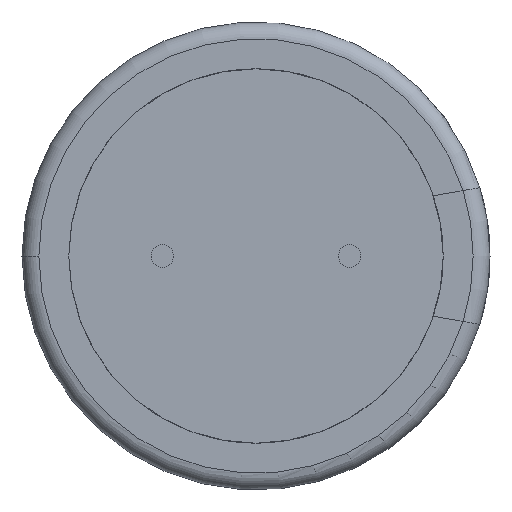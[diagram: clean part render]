
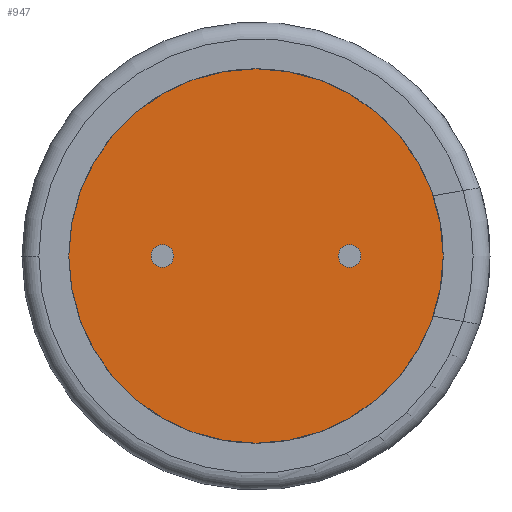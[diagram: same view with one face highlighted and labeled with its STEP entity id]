
A CAD part, front view. The second image highlights one B-rep face of the part: STEP entity #947.
In plain terms, the highlighted planar face has unit normal (0, -1, 0).
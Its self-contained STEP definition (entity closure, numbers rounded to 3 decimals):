
#67 = VERTEX_POINT ( 'NONE', #2074 ) ;
#87 = CARTESIAN_POINT ( 'NONE',  ( -5., 0., 0. ) ) ;
#189 = CARTESIAN_POINT ( 'NONE',  ( 2.5, 0., 0. ) ) ;
#210 = VERTEX_POINT ( 'NONE', #928 ) ;
#235 = ORIENTED_EDGE ( 'NONE', *, *, #1526, .F. ) ;
#244 = DIRECTION ( 'NONE',  ( 0., -1., 0. ) ) ;
#287 = VERTEX_POINT ( 'NONE', #87 ) ;
#304 = CARTESIAN_POINT ( 'NONE',  ( 2.5, 0., -0.3 ) ) ;
#350 = DIRECTION ( 'NONE',  ( -1., 0., 0. ) ) ;
#389 = EDGE_LOOP ( 'NONE', ( #235, #1203 ) ) ;
#409 = VERTEX_POINT ( 'NONE', #1045 ) ;
#475 = CIRCLE ( 'NONE', #1105, 0.3 ) ;
#477 = AXIS2_PLACEMENT_3D ( 'NONE', #827, #1615, #805 ) ;
#490 = DIRECTION ( 'NONE',  ( -1., 0., 0. ) ) ;
#493 = EDGE_LOOP ( 'NONE', ( #847, #560 ) ) ;
#560 = ORIENTED_EDGE ( 'NONE', *, *, #1114, .F. ) ;
#566 = DIRECTION ( 'NONE',  ( 0., 1., 0. ) ) ;
#594 = DIRECTION ( 'NONE',  ( -1., 0., 0. ) ) ;
#610 = ORIENTED_EDGE ( 'NONE', *, *, #1304, .F. ) ;
#626 = DIRECTION ( 'NONE',  ( -1., 0., 0. ) ) ;
#632 = VERTEX_POINT ( 'NONE', #842 ) ;
#653 = DIRECTION ( 'NONE',  ( 0., -1., 0. ) ) ;
#699 = AXIS2_PLACEMENT_3D ( 'NONE', #2088, #653, #823 ) ;
#737 = CARTESIAN_POINT ( 'NONE',  ( -2.5, 0., 0. ) ) ;
#805 = DIRECTION ( 'NONE',  ( -1., 0., 0. ) ) ;
#810 = FACE_OUTER_BOUND ( 'NONE', #1686, .T. ) ;
#823 = DIRECTION ( 'NONE',  ( -1., 0., 0. ) ) ;
#827 = CARTESIAN_POINT ( 'NONE',  ( 0., 0., 0. ) ) ;
#842 = CARTESIAN_POINT ( 'NONE',  ( -2.5, 0., -0.3 ) ) ;
#847 = ORIENTED_EDGE ( 'NONE', *, *, #1415, .F. ) ;
#873 = DIRECTION ( 'NONE',  ( -1., 0., 0. ) ) ;
#928 = CARTESIAN_POINT ( 'NONE',  ( 5., 0., 0. ) ) ;
#947 = ADVANCED_FACE ( 'NONE', ( #1902, #1073, #810 ), #1103, .F. ) ;
#955 = VERTEX_POINT ( 'NONE', #304 ) ;
#1045 = CARTESIAN_POINT ( 'NONE',  ( -2.5, 0., 0.3 ) ) ;
#1068 = DIRECTION ( 'NONE',  ( 0., 1., 0. ) ) ;
#1073 = FACE_BOUND ( 'NONE', #493, .T. ) ;
#1100 = CIRCLE ( 'NONE', #1489, 5. ) ;
#1103 = PLANE ( 'NONE',  #477 ) ;
#1105 = AXIS2_PLACEMENT_3D ( 'NONE', #189, #1974, #350 ) ;
#1114 = EDGE_CURVE ( 'NONE', #955, #67, #475, .T. ) ;
#1200 = AXIS2_PLACEMENT_3D ( 'NONE', #1563, #1068, #594 ) ;
#1203 = ORIENTED_EDGE ( 'NONE', *, *, #1921, .F. ) ;
#1262 = CIRCLE ( 'NONE', #1288, 0.3 ) ;
#1283 = CIRCLE ( 'NONE', #1395, 0.3 ) ;
#1284 = EDGE_CURVE ( 'NONE', #210, #287, #2007, .T. ) ;
#1288 = AXIS2_PLACEMENT_3D ( 'NONE', #1299, #1917, #490 ) ;
#1299 = CARTESIAN_POINT ( 'NONE',  ( -2.5, 0., 0. ) ) ;
#1304 = EDGE_CURVE ( 'NONE', #287, #210, #1100, .T. ) ;
#1380 = CIRCLE ( 'NONE', #699, 0.3 ) ;
#1395 = AXIS2_PLACEMENT_3D ( 'NONE', #737, #244, #873 ) ;
#1415 = EDGE_CURVE ( 'NONE', #67, #955, #1380, .T. ) ;
#1489 = AXIS2_PLACEMENT_3D ( 'NONE', #1536, #566, #626 ) ;
#1526 = EDGE_CURVE ( 'NONE', #409, #632, #1283, .T. ) ;
#1536 = CARTESIAN_POINT ( 'NONE',  ( 0., 0., 0. ) ) ;
#1563 = CARTESIAN_POINT ( 'NONE',  ( 0., 0., 0. ) ) ;
#1615 = DIRECTION ( 'NONE',  ( 0., 1., 0. ) ) ;
#1686 = EDGE_LOOP ( 'NONE', ( #610, #1712 ) ) ;
#1712 = ORIENTED_EDGE ( 'NONE', *, *, #1284, .F. ) ;
#1902 = FACE_BOUND ( 'NONE', #389, .T. ) ;
#1917 = DIRECTION ( 'NONE',  ( 0., -1., 0. ) ) ;
#1921 = EDGE_CURVE ( 'NONE', #632, #409, #1262, .T. ) ;
#1974 = DIRECTION ( 'NONE',  ( 0., -1., 0. ) ) ;
#2007 = CIRCLE ( 'NONE', #1200, 5. ) ;
#2074 = CARTESIAN_POINT ( 'NONE',  ( 2.5, 0., 0.3 ) ) ;
#2088 = CARTESIAN_POINT ( 'NONE',  ( 2.5, 0., 0. ) ) ;
